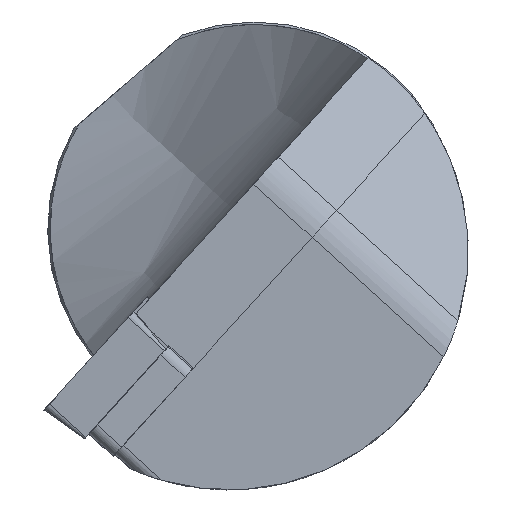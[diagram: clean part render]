
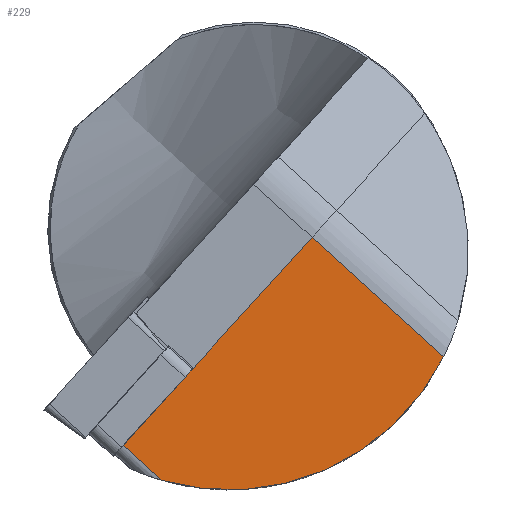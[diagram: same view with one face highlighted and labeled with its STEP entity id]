
A CAD part, left-side view. The second image highlights one B-rep face of the part: STEP entity #229.
In plain terms, the highlighted planar face has unit normal (-1, 0, 0).
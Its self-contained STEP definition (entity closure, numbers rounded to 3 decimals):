
#186=PLANE('',#1033);
#229=ADVANCED_FACE('',(#285),#186,.F.);
#285=FACE_OUTER_BOUND('',#336,.T.);
#336=EDGE_LOOP('',(#640,#641,#642,#643,#644,#645));
#379=LINE('',#1425,#443);
#392=LINE('',#1889,#456);
#394=LINE('',#1892,#458);
#395=LINE('',#1895,#459);
#396=LINE('',#1896,#460);
#443=VECTOR('',#1151,1.);
#456=VECTOR('',#1214,1.);
#458=VECTOR('',#1218,1.);
#459=VECTOR('',#1219,1.);
#460=VECTOR('',#1220,1.);
#640=ORIENTED_EDGE('',*,*,#908,.T.);
#641=ORIENTED_EDGE('',*,*,#909,.T.);
#642=ORIENTED_EDGE('',*,*,#854,.T.);
#643=ORIENTED_EDGE('',*,*,#906,.F.);
#644=ORIENTED_EDGE('',*,*,#863,.T.);
#645=ORIENTED_EDGE('',*,*,#910,.T.);
#764=VERTEX_POINT('',#1386);
#765=VERTEX_POINT('',#1388);
#772=VERTEX_POINT('',#1426);
#773=VERTEX_POINT('',#1427);
#799=VERTEX_POINT('',#1893);
#800=VERTEX_POINT('',#1894);
#854=EDGE_CURVE('',#765,#764,#954,.T.);
#863=EDGE_CURVE('',#772,#773,#379,.T.);
#906=EDGE_CURVE('',#772,#764,#392,.T.);
#908=EDGE_CURVE('',#799,#800,#394,.T.);
#909=EDGE_CURVE('',#800,#765,#395,.T.);
#910=EDGE_CURVE('',#773,#799,#396,.T.);
#954=CIRCLE('',#1003,23.1);
#1003=AXIS2_PLACEMENT_3D('',#1387,#1140,#1141);
#1033=AXIS2_PLACEMENT_3D('',#1897,#1221,#1222);
#1140=DIRECTION('',(-1.,0.,0.));
#1141=DIRECTION('',(0.,-0.758,0.652));
#1151=DIRECTION('',(0.,0.673,-0.74));
#1214=DIRECTION('',(0.,-0.74,-0.673));
#1218=DIRECTION('',(0.,0.673,-0.74));
#1219=DIRECTION('',(0.,-0.74,-0.673));
#1220=DIRECTION('',(0.,0.673,-0.74));
#1221=DIRECTION('',(1.,0.,0.));
#1222=DIRECTION('',(0.,-0.758,0.652));
#1386=CARTESIAN_POINT('',(1.139,-18.246,-12.356));
#1387=CARTESIAN_POINT('',(1.139,2.463,-2.121));
#1388=CARTESIAN_POINT('',(1.139,8.986,-24.28));
#1425=CARTESIAN_POINT('',(1.139,-5.546,-0.811));
#1426=CARTESIAN_POINT('',(1.139,-5.546,-0.811));
#1427=CARTESIAN_POINT('',(1.139,6.022,-13.537));
#1889=CARTESIAN_POINT('',(1.139,-24.783,-18.298));
#1892=CARTESIAN_POINT('',(1.139,-5.546,-0.811));
#1893=CARTESIAN_POINT('',(1.139,6.277,-13.818));
#1894=CARTESIAN_POINT('',(1.139,12.71,-20.895));
#1895=CARTESIAN_POINT('',(1.139,-6.526,-38.381));
#1896=CARTESIAN_POINT('',(1.139,-5.546,-0.811));
#1897=CARTESIAN_POINT('',(1.139,-24.783,-18.298));
